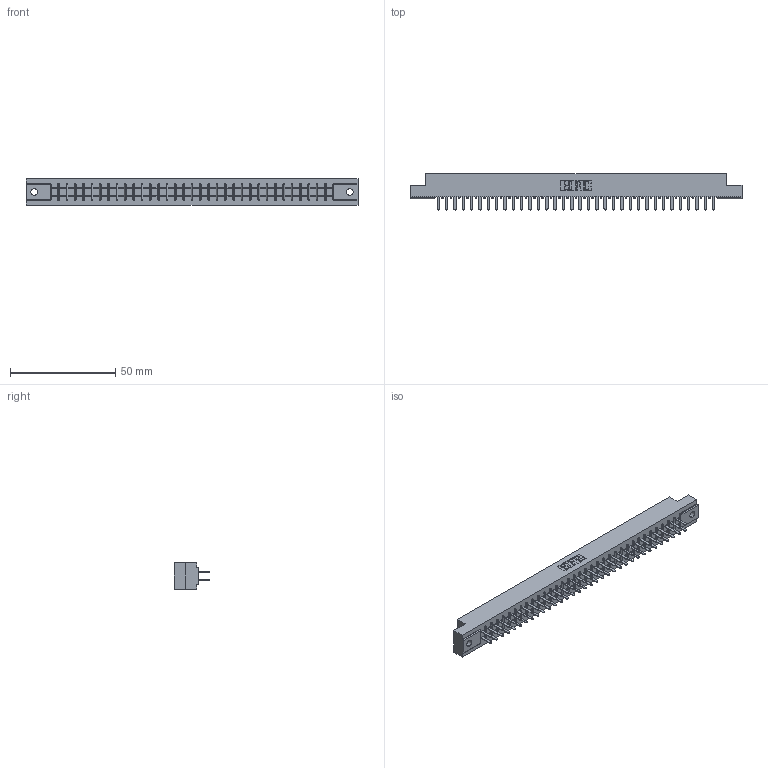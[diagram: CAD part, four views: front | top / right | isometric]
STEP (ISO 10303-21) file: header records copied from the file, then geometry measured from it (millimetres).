
FILE_DESCRIPTION (( 'STEP AP203' ), '1' );
FILE_NAME ('315-068-520-202.STEP', '2019-09-10T21:05:24', ( '' ), ( '' ), 'SwSTEP 2.0', 'SolidWorks 2016', '' );
FILE_SCHEMA (( 'CONFIG_CONTROL_DESIGN' ));
Length unit declared in the file: inch
Products named in the file (3): 305-290-001_520; 315-068-520-202; 305 Part_.128 Dia
Assembly tree (69 placements, depth 2):
  315-068-520-202
    305 Part_.128 Dia
    305-290-001_520  x68
Bounding box: 157.73 x 17.09 x 12.7 mm (x, y, z)
Volume: 16367.9 mm3; surface area: 20414.1 mm2
Topology: 69 solids, 69 shells, 3244 faces, 9258 edges, 5988 vertices
Faces by surface type: plane 1904, cylinder 1204, sphere 136
Entity records: 37669 total; most frequent: CARTESIAN_POINT 6232, ORIENTED_EDGE 6184, DIRECTION 6034, EDGE_CURVE 3092, LINE 2494, VECTOR 2494, VERTEX_POINT 1968, AXIS2_PLACEMENT_3D 1770
